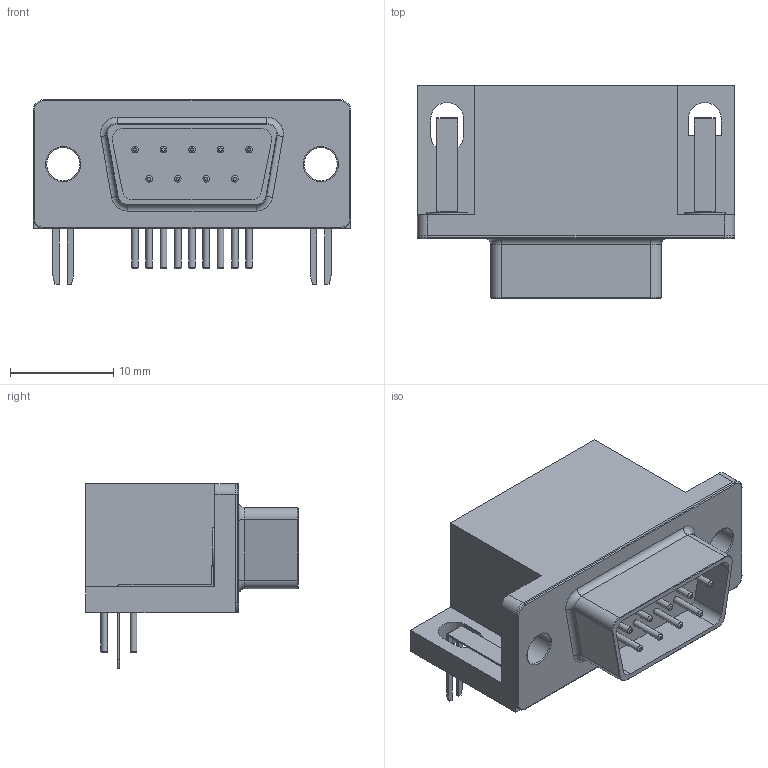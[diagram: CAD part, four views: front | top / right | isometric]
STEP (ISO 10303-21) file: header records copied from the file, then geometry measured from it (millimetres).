
FILE_DESCRIPTION(/* description */ ('model of DSUB-9_Male_Horizontal_P2.77x2.84mm_EdgePinOffset9.90mm_Housed_MountingHolesOffset11.32mm'),/* implementation_level */ '2;1');
FILE_NAME(/* name */ 'DSUB-9_Male_Horizontal_P2.77x2.84mm_EdgePinOffset9.90mm_Housed_MountingHolesOffset11.32mm.step',/* time_stamp */ '2024-02-10T16:01:05',/* author */ ('KiCAD','kicad'),/* organization */ ('OCCT'),/* preprocessor_version */ '',/* originating_system */ 'KiCAD',/* authorisation */ '');
FILE_SCHEMA(('AUTOMOTIVE_DESIGN { 1 0 10303 214 1 1 1 1 }'));
Length unit declared in the file: millimetre
Products named in the file (1): DSUB-9_Male_Horizontal_P2.77x2.84mm_EdgePinOffset9.90mm_Housed_
MountingHolesOffset11.32mm
Bounding box: 30.8 x 20.64 x 17.9 mm (x, y, z)
Volume: 4609.8 mm3; surface area: 2887.4 mm2
Topology: 1 solids, 2 shells, 189 faces, 445 edges, 278 vertices
Faces by surface type: plane 91, cylinder 62, torus 28, cone 4, revolution 4
Full cylindrical faces by diameter (mm): 0.64 x27, 3.2 x2, 4 x2
Entity records: 7979 total; most frequent: CARTESIAN_POINT 1118, DIRECTION 1001, ORIENTED_EDGE 890, EDGE_CURVE 445, AXIS2_PLACEMENT_3D 370, VERTEX_POINT 278, LINE 257, VECTOR 257
